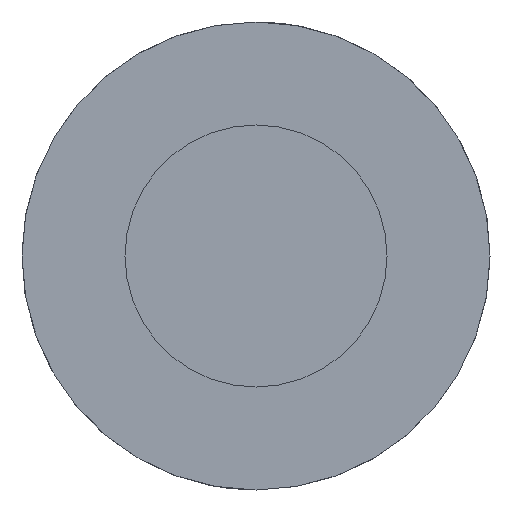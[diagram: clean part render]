
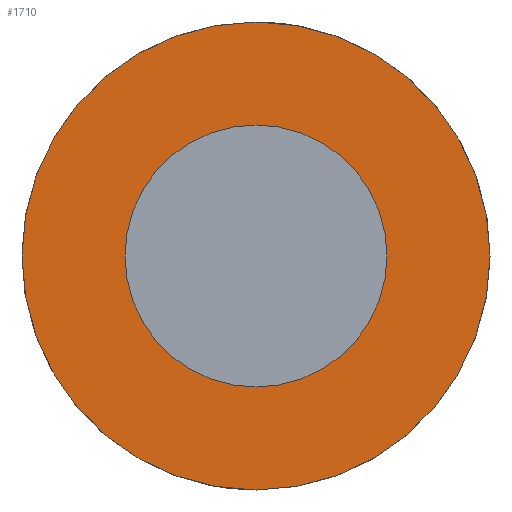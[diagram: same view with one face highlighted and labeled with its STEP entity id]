
A CAD part, left-side view. The second image highlights one B-rep face of the part: STEP entity #1710.
In plain terms, the highlighted face is planar.
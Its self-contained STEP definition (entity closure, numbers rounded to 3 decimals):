
#900=CARTESIAN_POINT('',(0.,0.,0.));
#901=DIRECTION('',(0.,0.,-1.));
#902=DIRECTION('',(-1.,0.,0.));
#903=AXIS2_PLACEMENT_3D('',#900,#901,#902);
#908=CARTESIAN_POINT('',(0.,0.,0.));
#909=DIRECTION('',(0.,0.,1.));
#910=DIRECTION('',(-1.,0.,0.));
#911=AXIS2_PLACEMENT_3D('',#908,#909,#910);
#930=CARTESIAN_POINT('',(0.,0.,0.));
#931=DIRECTION('',(0.,0.,1.));
#932=DIRECTION('',(-1.,0.,0.));
#933=AXIS2_PLACEMENT_3D('',#930,#931,#932);
#938=CARTESIAN_POINT('',(0.,0.,0.));
#939=DIRECTION('',(0.,0.,-1.));
#940=DIRECTION('',(-1.,0.,0.));
#941=AXIS2_PLACEMENT_3D('',#938,#939,#940);
#1211=CARTESIAN_POINT('',(-25.,0.,0.));
#1213=VERTEX_POINT('',#1211);
#1214=CARTESIAN_POINT('',(-14.,0.,0.));
#1216=VERTEX_POINT('',#1214);
#1219=CARTESIAN_POINT('',(25.,0.,0.));
#1221=VERTEX_POINT('',#1219);
#1222=CARTESIAN_POINT('',(14.,0.,0.));
#1224=VERTEX_POINT('',#1222);
#1695=CARTESIAN_POINT('',(0.,0.,0.));
#1696=DIRECTION('',(0.,0.,-1.));
#1697=DIRECTION('',(1.,0.,0.));
#1698=AXIS2_PLACEMENT_3D('',#1695,#1696,#1697);
#1699=PLANE('',#1698);
#1700=ORIENTED_EDGE('',*,*,#1687,.T.);
#1701=ORIENTED_EDGE('',*,*,#1666,.F.);
#1702=EDGE_LOOP('',(#1700,#1701));
#1703=FACE_OUTER_BOUND('',#1702,.F.);
#1705=ORIENTED_EDGE('',*,*,#1704,.T.);
#1707=ORIENTED_EDGE('',*,*,#1706,.F.);
#1708=EDGE_LOOP('',(#1705,#1707));
#1709=FACE_BOUND('',#1708,.F.);
#904=CIRCLE('',#903,25.);
#912=CIRCLE('',#911,25.);
#934=CIRCLE('',#933,14.);
#942=CIRCLE('',#941,14.);
#1666=EDGE_CURVE('',#1213,#1221,#912,.T.);
#1687=EDGE_CURVE('',#1213,#1221,#904,.T.);
#1704=EDGE_CURVE('',#1216,#1224,#934,.T.);
#1706=EDGE_CURVE('',#1216,#1224,#942,.T.);
#1710=ADVANCED_FACE('',(#1703,#1709),#1699,.F.);
